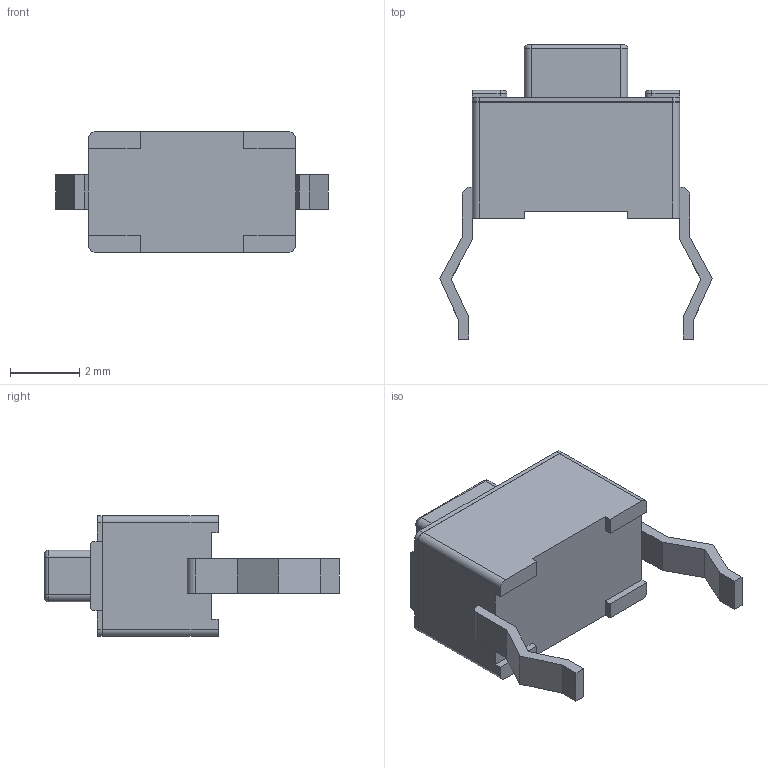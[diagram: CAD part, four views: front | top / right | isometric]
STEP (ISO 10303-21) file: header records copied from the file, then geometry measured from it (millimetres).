
FILE_DESCRIPTION (( 'STEP AP214' ), '1' );
FILE_NAME ('1825965-1.STEP', '2022-02-16T05:03:22', ( '' ), ( '' ), 'SwSTEP 2.0', 'SolidWorks 2018', '' );
FILE_SCHEMA (( 'AUTOMOTIVE_DESIGN' ));
Length unit declared in the file: millimetre
Products named in the file (2): 1825965-1
Bounding box: 7.9 x 8.52 x 3.5 mm (x, y, z)
Volume: 77.2 mm3; surface area: 198 mm2
Topology: 6 solids, 6 shells, 118 faces, 296 edges, 192 vertices
Faces by surface type: plane 78, cylinder 32, torus 8
Entity records: 4786 total; most frequent: DIRECTION 608, CARTESIAN_POINT 608, ORIENTED_EDGE 592, EDGE_CURVE 296, LINE 224, VECTOR 224, AXIS2_PLACEMENT_3D 192, VERTEX_POINT 192
